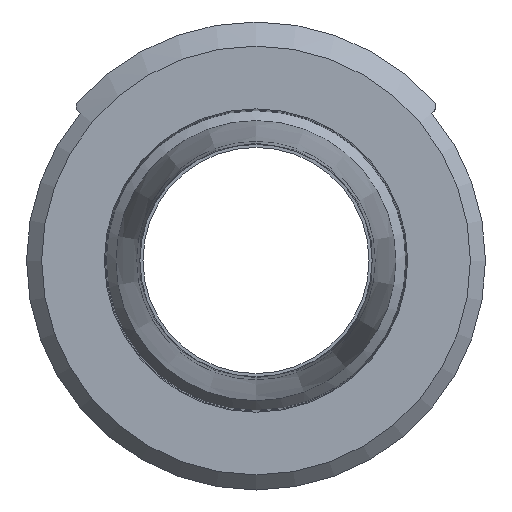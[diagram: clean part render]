
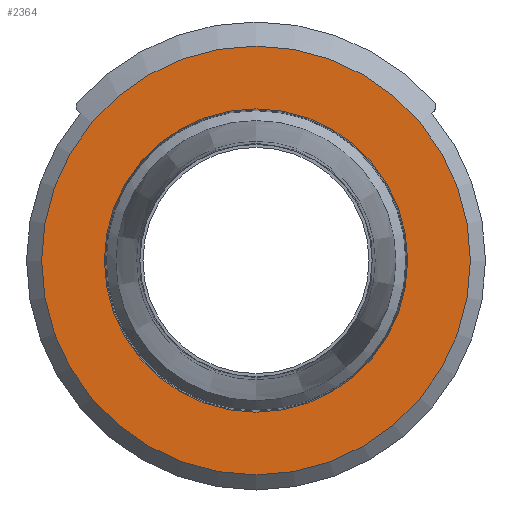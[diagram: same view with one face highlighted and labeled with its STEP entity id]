
A CAD part, front view. The second image highlights one B-rep face of the part: STEP entity #2364.
In plain terms, the highlighted planar face has unit normal (0, -1, 0).
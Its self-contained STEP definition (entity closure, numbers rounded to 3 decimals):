
#269=CIRCLE('',#2594,50.3);
#270=CIRCLE('',#2596,71.1);
#290=FACE_BOUND('',#511,.T.);
#395=FACE_OUTER_BOUND('',#510,.T.);
#510=EDGE_LOOP('',(#2162));
#511=EDGE_LOOP('',(#2163));
#1067=VERTEX_POINT('',#4170);
#1068=VERTEX_POINT('',#4174);
#1436=EDGE_CURVE('',#1067,#1067,#269,.T.);
#1437=EDGE_CURVE('',#1068,#1068,#270,.T.);
#2162=ORIENTED_EDGE('',*,*,#1437,.F.);
#2163=ORIENTED_EDGE('',*,*,#1436,.T.);
#2259=PLANE('',#2595);
#2364=ADVANCED_FACE('',(#395,#290),#2259,.T.);
#2594=AXIS2_PLACEMENT_3D('',#4172,#3171,#3172);
#2595=AXIS2_PLACEMENT_3D('',#4173,#3173,#3174);
#2596=AXIS2_PLACEMENT_3D('',#4175,#3175,#3176);
#3171=DIRECTION('center_axis',(0.,1.,0.));
#3172=DIRECTION('ref_axis',(1.,0.,0.));
#3173=DIRECTION('center_axis',(0.,-1.,0.));
#3174=DIRECTION('ref_axis',(0.,0.,-1.));
#3175=DIRECTION('center_axis',(0.,1.,0.));
#3176=DIRECTION('ref_axis',(1.,0.,0.));
#4170=CARTESIAN_POINT('',(0.,-145.,-50.3));
#4172=CARTESIAN_POINT('Origin',(0.,-145.,0.));
#4173=CARTESIAN_POINT('Origin',(0.,-145.,71.1));
#4174=CARTESIAN_POINT('',(0.,-145.,-71.1));
#4175=CARTESIAN_POINT('Origin',(0.,-145.,0.));
